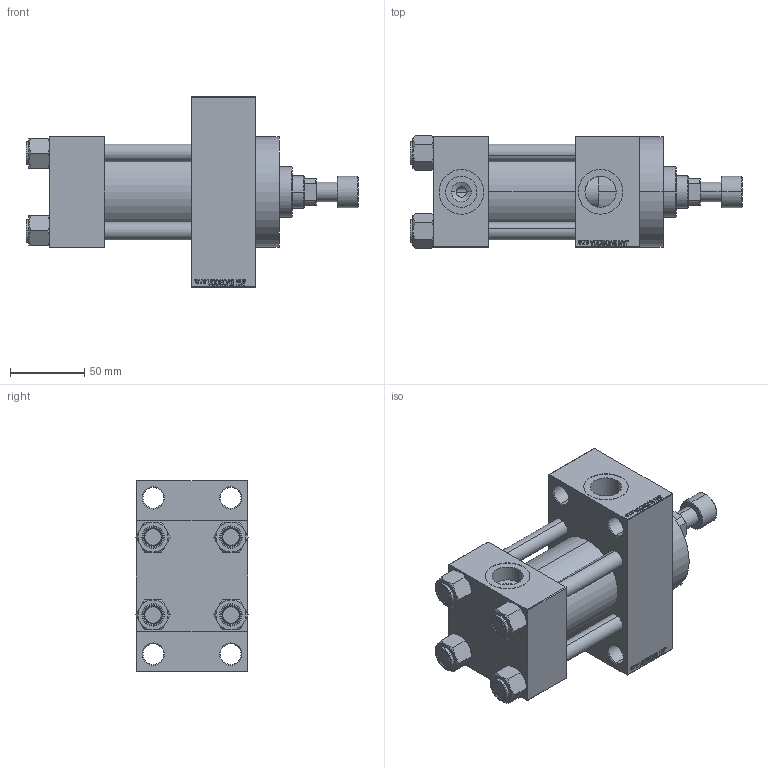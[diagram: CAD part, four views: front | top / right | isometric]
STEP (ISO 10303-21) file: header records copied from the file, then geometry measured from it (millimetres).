
FILE_DESCRIPTION (( 'STEP AP203' ), '1' );
FILE_NAME ('516d.STEP', '2022-04-15T17:42:49', ( '' ), ( '' ), 'SwSTEP 2.0', 'SolidWorks 2019', '' );
FILE_SCHEMA (( 'CONFIG_CONTROL_DESIGN' ));
Length unit declared in the file: millimetre
Products named in the file (7): V215CR_ROD_END_F 0c440a5c1bc0d0fd5c35d269a39f876f; V215CR_D_TYCINKA 0c440a5c1bc0d0fd5c35d269a39f876f; V215CR_VCP_D 0c440a5c1bc0d0fd5c35d269a39f876f; V215CR_D_Body 0c440a5c1bc0d0fd5c35d269a39f876f; 516d; V215_VC_A 0c440a5c1bc0d0fd5c35d269a39f876f; NUT_M5_D 0c440a5c1bc0d0fd5c35d269a39f876f
Assembly tree (12 placements, depth 2):
  516d
    V215CR_D_Body 0c440a5c1bc0d0fd5c35d269a39f876f
    V215CR_VCP_D 0c440a5c1bc0d0fd5c35d269a39f876f
    NUT_M5_D 0c440a5c1bc0d0fd5c35d269a39f876f  x4
    V215CR_D_TYCINKA 0c440a5c1bc0d0fd5c35d269a39f876f  x4
    V215_VC_A 0c440a5c1bc0d0fd5c35d269a39f876f
    V215CR_ROD_END_F 0c440a5c1bc0d0fd5c35d269a39f876f
Bounding box: 223 x 75.54 x 128 mm (x, y, z)
Volume: 803978.5 mm3; surface area: 168781.6 mm2
Topology: 12 solids, 12 shells, 1122 faces, 2787 edges, 1803 vertices
Faces by surface type: plane 502, bspline 368, cone 144, cylinder 96, torus 12
Entity records: 47812 total; most frequent: CARTESIAN_POINT 25158, ORIENTED_EDGE 5066, DIRECTION 3293, EDGE_CURVE 2533, VERTEX_POINT 1659, LINE 1513, VECTOR 1513, EDGE_LOOP 1136
